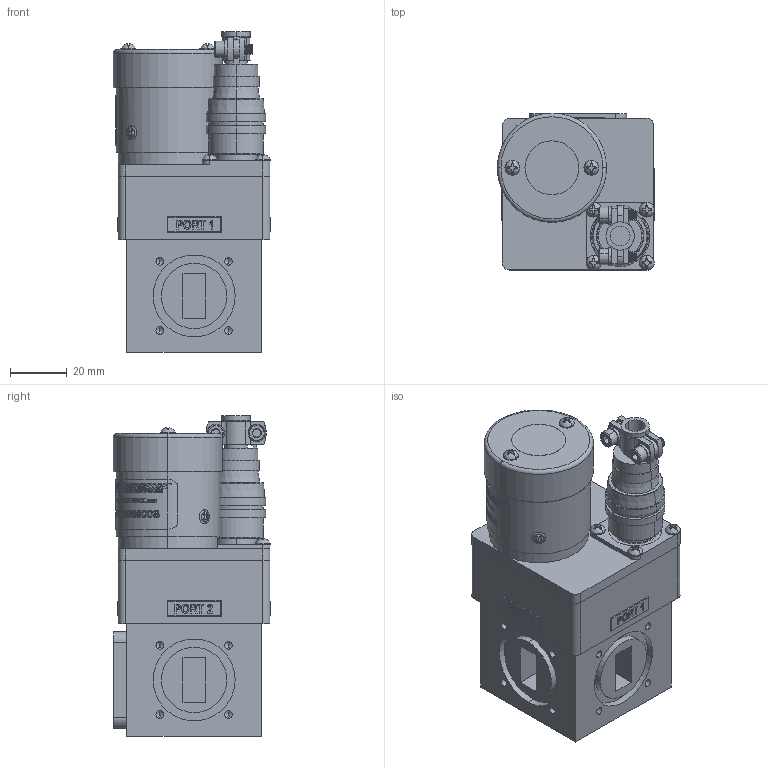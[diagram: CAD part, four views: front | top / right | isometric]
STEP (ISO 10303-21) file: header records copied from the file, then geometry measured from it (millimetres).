
FILE_DESCRIPTION (( 'STEP AP214' ), '1' );
FILE_NAME ('PEWGS6008-02.STEP', '2018-02-26T16:14:43', ( '' ), ( '' ), 'SwSTEP 2.0', 'SolidWorks 2017', '' );
FILE_SCHEMA (( 'AUTOMOTIVE_DESIGN' ));
Length unit declared in the file: inch
Products named in the file (1): PEWGS6008-02
Bounding box: 55.63 x 55.63 x 113.19 mm (x, y, z)
Volume: 218171 mm3; surface area: 41140.4 mm2
Topology: 5 solids, 18 shells, 1443 faces, 4462 edges, 3178 vertices
Faces by surface type: plane 580, cylinder 484, cone 168, bspline 153, torus 42, sphere 16
Entity records: 79103 total; most frequent: CARTESIAN_POINT 33733, ORIENTED_EDGE 8808, DIRECTION 6541, EDGE_CURVE 4404, VERTEX_POINT 3178, AXIS2_PLACEMENT_3D 2412, LINE 1717, VECTOR 1717
